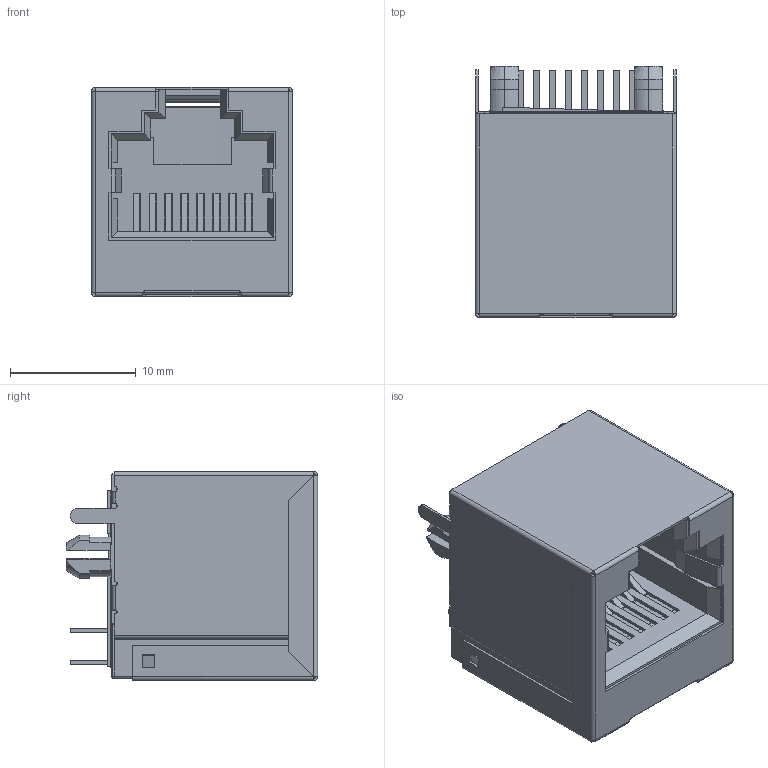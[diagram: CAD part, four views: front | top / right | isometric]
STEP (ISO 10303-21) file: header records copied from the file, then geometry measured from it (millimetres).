
FILE_DESCRIPTION(('STEP AP242'),'1');
FILE_NAME('615008138221.stp','2022-04-28T06:23:08',('TraceParts'),('TraceParts S.A.'),'Spatial InterOp 3D',' ',' ');
FILE_SCHEMA(('AP242_MANAGED_MODEL_BASED_3D_ENGINEERING_MIM_LF {1 0 10303 442 1 1 4}'));
Length unit declared in the file: millimetre
Products named in the file (1): 615008138221_1
Bounding box: 16 x 20 x 16.65 mm (x, y, z)
Volume: 2690.5 mm3; surface area: 6585 mm2
Topology: 12 solids, 12 shells, 858 faces, 2385 edges, 1532 vertices
Faces by surface type: plane 671, cylinder 149, bspline 18, cone 8, torus 6, sphere 6
Entity records: 27411 total; most frequent: CARTESIAN_POINT 5177, ORIENTED_EDGE 4758, DIRECTION 4335, EDGE_CURVE 2379, LINE 1995, VECTOR 1995, VERTEX_POINT 1532, AXIS2_PLACEMENT_3D 1170
